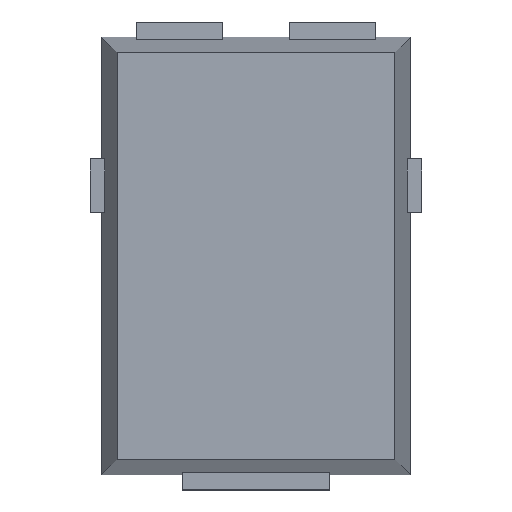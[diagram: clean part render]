
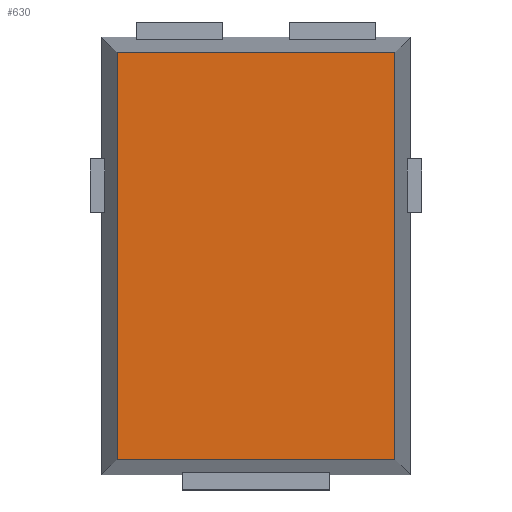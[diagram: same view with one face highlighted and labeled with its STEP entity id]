
A CAD part, top view. The second image highlights one B-rep face of the part: STEP entity #630.
In plain terms, the highlighted planar face has unit normal (0, 0, 1).
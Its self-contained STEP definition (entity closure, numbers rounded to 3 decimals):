
#253 = EDGE_CURVE('',#254,#256,#258,.T.);
#254 = VERTEX_POINT('',#255);
#255 = CARTESIAN_POINT('',(-1.93,-2.83,1.22));
#256 = VERTEX_POINT('',#257);
#257 = CARTESIAN_POINT('',(1.93,-2.83,1.22));
#258 = LINE('',#259,#260);
#259 = CARTESIAN_POINT('',(2.15,-2.83,1.22));
#260 = VECTOR('',#261,1.);
#261 = DIRECTION('',(1.,0.,0.));
#319 = EDGE_CURVE('',#320,#254,#322,.T.);
#320 = VERTEX_POINT('',#321);
#321 = CARTESIAN_POINT('',(-1.93,2.83,1.22));
#322 = LINE('',#323,#324);
#323 = CARTESIAN_POINT('',(-1.93,-2.83,1.22));
#324 = VECTOR('',#325,1.);
#325 = DIRECTION('',(0.,-1.,0.));
#630 = ADVANCED_FACE('',(#631),#649,.T.);
#631 = FACE_BOUND('',#632,.T.);
#632 = EDGE_LOOP('',(#633,#641,#642,#643));
#633 = ORIENTED_EDGE('',*,*,#634,.T.);
#634 = EDGE_CURVE('',#635,#320,#637,.T.);
#635 = VERTEX_POINT('',#636);
#636 = CARTESIAN_POINT('',(1.93,2.83,1.22));
#637 = LINE('',#638,#639);
#638 = CARTESIAN_POINT('',(-2.15,2.83,1.22));
#639 = VECTOR('',#640,1.);
#640 = DIRECTION('',(-1.,0.,0.));
#641 = ORIENTED_EDGE('',*,*,#319,.T.);
#642 = ORIENTED_EDGE('',*,*,#253,.T.);
#643 = ORIENTED_EDGE('',*,*,#644,.T.);
#644 = EDGE_CURVE('',#256,#635,#645,.T.);
#645 = LINE('',#646,#647);
#646 = CARTESIAN_POINT('',(1.93,2.83,1.22));
#647 = VECTOR('',#648,1.);
#648 = DIRECTION('',(0.,1.,0.));
#649 = PLANE('',#650);
#650 = AXIS2_PLACEMENT_3D('',#651,#652,#653);
#651 = CARTESIAN_POINT('',(0.,0.,1.22));
#652 = DIRECTION('',(0.,0.,1.));
#653 = DIRECTION('',(1.,0.,0.));
